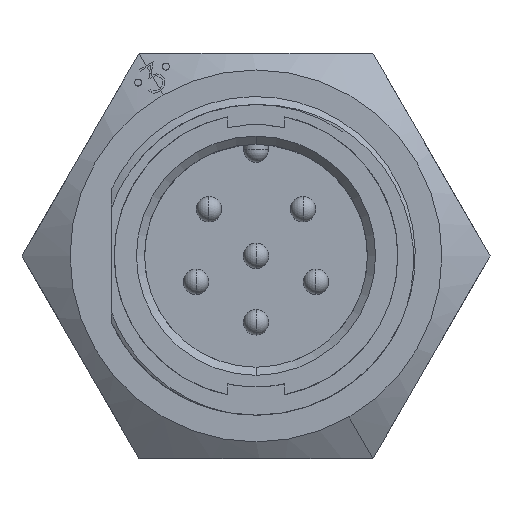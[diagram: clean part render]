
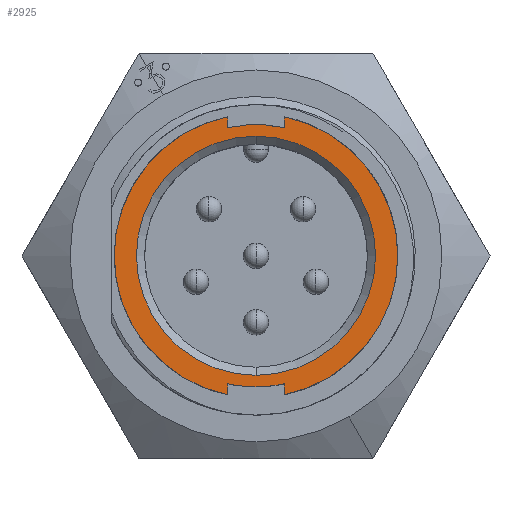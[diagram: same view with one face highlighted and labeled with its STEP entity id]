
A CAD part, top view. The second image highlights one B-rep face of the part: STEP entity #2925.
In plain terms, the highlighted planar face has unit normal (0, 0, 1).
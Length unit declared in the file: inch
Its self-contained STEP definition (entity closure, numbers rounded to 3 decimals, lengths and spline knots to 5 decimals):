
#84 = ORIENTED_EDGE ( 'NONE', *, *, #4398, .F. ) ;
#177 = CARTESIAN_POINT ( 'NONE',  ( -0.07, -0.31584, 0. ) ) ;
#488 = CARTESIAN_POINT ( 'NONE',  ( 0., 0., 0. ) ) ;
#653 = VERTEX_POINT ( 'NONE', #13175 ) ;
#714 = EDGE_CURVE ( 'NONE', #653, #16276, #3137, .T. ) ;
#1022 = DIRECTION ( 'NONE',  ( 0., 0., -1. ) ) ;
#1266 = EDGE_CURVE ( 'NONE', #18655, #15036, #4322, .T. ) ;
#1329 = CIRCLE ( 'NONE', #3148, 0.35 ) ;
#1413 = CARTESIAN_POINT ( 'NONE',  ( 0., 0., 0. ) ) ;
#1442 = VERTEX_POINT ( 'NONE', #6199 ) ;
#1636 = EDGE_CURVE ( 'NONE', #16797, #15027, #1329, .T. ) ;
#2226 = AXIS2_PLACEMENT_3D ( 'NONE', #14965, #8916, #13543 ) ;
#2267 = ORIENTED_EDGE ( 'NONE', *, *, #11395, .F. ) ;
#2832 = DIRECTION ( 'NONE',  ( 0., 1., 0. ) ) ;
#2925 = ADVANCED_FACE ( 'NONE', ( #9800, #5918 ), #15657, .F. ) ;
#2938 = CARTESIAN_POINT ( 'NONE',  ( -0.07, 0.34293, 0. ) ) ;
#3074 = LINE ( 'NONE', #8811, #10284 ) ;
#3137 = CIRCLE ( 'NONE', #2226, 0.295 ) ;
#3148 = AXIS2_PLACEMENT_3D ( 'NONE', #11292, #18097, #3848 ) ;
#3221 = DIRECTION ( 'NONE',  ( 0., -1., 0. ) ) ;
#3602 = CARTESIAN_POINT ( 'NONE',  ( -0.07, 0.31584, 0. ) ) ;
#3848 = DIRECTION ( 'NONE',  ( 0., -1., 0. ) ) ;
#4321 = CARTESIAN_POINT ( 'NONE',  ( 0., 0.295, 0. ) ) ;
#4322 = LINE ( 'NONE', #177, #15173 ) ;
#4398 = EDGE_CURVE ( 'NONE', #16276, #653, #4947, .T. ) ;
#4471 = DIRECTION ( 'NONE',  ( 0., 1., 0. ) ) ;
#4524 = ORIENTED_EDGE ( 'NONE', *, *, #1636, .T. ) ;
#4651 = EDGE_CURVE ( 'NONE', #16113, #8850, #7391, .T. ) ;
#4837 = CARTESIAN_POINT ( 'NONE',  ( 0.07, -0.31584, 0. ) ) ;
#4897 = AXIS2_PLACEMENT_3D ( 'NONE', #8187, #9683, #11115 ) ;
#4947 = CIRCLE ( 'NONE', #15526, 0.295 ) ;
#5026 = ORIENTED_EDGE ( 'NONE', *, *, #10042, .F. ) ;
#5091 = DIRECTION ( 'NONE',  ( 0., -1., 0. ) ) ;
#5154 = EDGE_LOOP ( 'NONE', ( #11640, #18508, #9884, #15763, #2267, #4524, #9329, #5026, #16624 ) ) ;
#5536 = DIRECTION ( 'NONE',  ( 1., 0., 0. ) ) ;
#5821 = CARTESIAN_POINT ( 'NONE',  ( 0.07, -0.31584, 0. ) ) ;
#5918 = FACE_BOUND ( 'NONE', #12774, .T. ) ;
#5972 = ORIENTED_EDGE ( 'NONE', *, *, #714, .F. ) ;
#6199 = CARTESIAN_POINT ( 'NONE',  ( 0.07, 0.31584, 0. ) ) ;
#6379 = CIRCLE ( 'NONE', #18181, 0.3235 ) ;
#6460 = CARTESIAN_POINT ( 'NONE',  ( 0., 0., 0. ) ) ;
#7391 = CIRCLE ( 'NONE', #10707, 0.3235 ) ;
#7528 = EDGE_CURVE ( 'NONE', #8850, #18655, #16618, .T. ) ;
#7631 = CIRCLE ( 'NONE', #4897, 0.35 ) ;
#8056 = CARTESIAN_POINT ( 'NONE',  ( 0.07, 0.34293, 0. ) ) ;
#8187 = CARTESIAN_POINT ( 'NONE',  ( 0., 0., 0. ) ) ;
#8376 = CARTESIAN_POINT ( 'NONE',  ( 0., 0., 0. ) ) ;
#8811 = CARTESIAN_POINT ( 'NONE',  ( 0.07, 0.34293, 0. ) ) ;
#8814 = CARTESIAN_POINT ( 'NONE',  ( 0.07, -0.34293, 0. ) ) ;
#8850 = VERTEX_POINT ( 'NONE', #12899 ) ;
#8916 = DIRECTION ( 'NONE',  ( 0., 0., 1. ) ) ;
#8951 = DIRECTION ( 'NONE',  ( 1., 0., 0. ) ) ;
#9329 = ORIENTED_EDGE ( 'NONE', *, *, #10596, .F. ) ;
#9683 = DIRECTION ( 'NONE',  ( 0., 0., 1. ) ) ;
#9800 = FACE_OUTER_BOUND ( 'NONE', #5154, .T. ) ;
#9884 = ORIENTED_EDGE ( 'NONE', *, *, #7528, .F. ) ;
#10042 = EDGE_CURVE ( 'NONE', #14788, #1442, #6379, .T. ) ;
#10277 = AXIS2_PLACEMENT_3D ( 'NONE', #6460, #16948, #18447 ) ;
#10284 = VECTOR ( 'NONE', #4471, 39.37008 ) ;
#10511 = LINE ( 'NONE', #4837, #13615 ) ;
#10596 = EDGE_CURVE ( 'NONE', #1442, #15027, #3074, .T. ) ;
#10707 = AXIS2_PLACEMENT_3D ( 'NONE', #1413, #13018, #8951 ) ;
#10870 = VERTEX_POINT ( 'NONE', #18270 ) ;
#11115 = DIRECTION ( 'NONE',  ( 0., -1., 0. ) ) ;
#11292 = CARTESIAN_POINT ( 'NONE',  ( 0., 0., 0. ) ) ;
#11355 = CARTESIAN_POINT ( 'NONE',  ( -0.07, -0.34293, 0. ) ) ;
#11395 = EDGE_CURVE ( 'NONE', #16797, #16113, #10511, .T. ) ;
#11640 = ORIENTED_EDGE ( 'NONE', *, *, #17970, .T. ) ;
#12141 = CARTESIAN_POINT ( 'NONE',  ( 0., -0.295, 0. ) ) ;
#12155 = VECTOR ( 'NONE', #3221, 39.37008 ) ;
#12774 = EDGE_LOOP ( 'NONE', ( #84, #5972 ) ) ;
#12899 = CARTESIAN_POINT ( 'NONE',  ( 0., -0.3235, 0. ) ) ;
#12910 = DIRECTION ( 'NONE',  ( 0., 0., -1. ) ) ;
#13018 = DIRECTION ( 'NONE',  ( 0., 0., -1. ) ) ;
#13175 = CARTESIAN_POINT ( 'NONE',  ( 0., 0.295, 0. ) ) ;
#13451 = DIRECTION ( 'NONE',  ( 0., 1., 0. ) ) ;
#13543 = DIRECTION ( 'NONE',  ( 0., -1., 0. ) ) ;
#13615 = VECTOR ( 'NONE', #13451, 39.37008 ) ;
#14509 = DIRECTION ( 'NONE',  ( 0., -1., 0. ) ) ;
#14717 = LINE ( 'NONE', #2938, #12155 ) ;
#14788 = VERTEX_POINT ( 'NONE', #3602 ) ;
#14965 = CARTESIAN_POINT ( 'NONE',  ( 0., 0., 0. ) ) ;
#15027 = VERTEX_POINT ( 'NONE', #8056 ) ;
#15036 = VERTEX_POINT ( 'NONE', #11355 ) ;
#15173 = VECTOR ( 'NONE', #14509, 39.37008 ) ;
#15526 = AXIS2_PLACEMENT_3D ( 'NONE', #488, #16453, #5091 ) ;
#15657 = PLANE ( 'NONE',  #18226 ) ;
#15763 = ORIENTED_EDGE ( 'NONE', *, *, #4651, .F. ) ;
#16113 = VERTEX_POINT ( 'NONE', #5821 ) ;
#16276 = VERTEX_POINT ( 'NONE', #12141 ) ;
#16453 = DIRECTION ( 'NONE',  ( 0., 0., 1. ) ) ;
#16618 = CIRCLE ( 'NONE', #10277, 0.3235 ) ;
#16624 = ORIENTED_EDGE ( 'NONE', *, *, #18342, .F. ) ;
#16797 = VERTEX_POINT ( 'NONE', #8814 ) ;
#16948 = DIRECTION ( 'NONE',  ( 0., 0., -1. ) ) ;
#17970 = EDGE_CURVE ( 'NONE', #10870, #15036, #7631, .T. ) ;
#18097 = DIRECTION ( 'NONE',  ( 0., 0., 1. ) ) ;
#18181 = AXIS2_PLACEMENT_3D ( 'NONE', #8376, #1022, #5536 ) ;
#18226 = AXIS2_PLACEMENT_3D ( 'NONE', #4321, #12910, #2832 ) ;
#18270 = CARTESIAN_POINT ( 'NONE',  ( -0.07, 0.34293, 0. ) ) ;
#18342 = EDGE_CURVE ( 'NONE', #10870, #14788, #14717, .T. ) ;
#18447 = DIRECTION ( 'NONE',  ( 1., 0., 0. ) ) ;
#18482 = CARTESIAN_POINT ( 'NONE',  ( -0.07, -0.31584, 0. ) ) ;
#18508 = ORIENTED_EDGE ( 'NONE', *, *, #1266, .F. ) ;
#18655 = VERTEX_POINT ( 'NONE', #18482 ) ;
